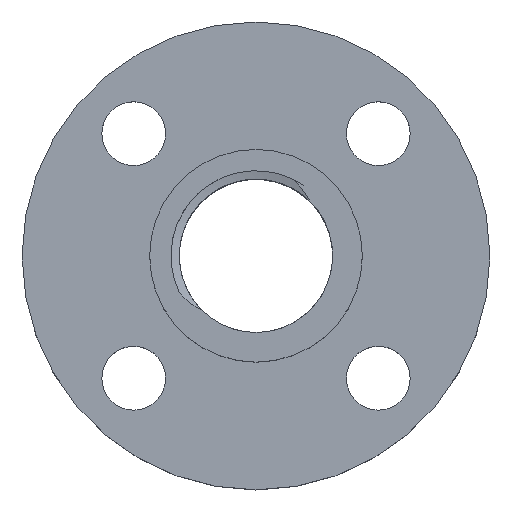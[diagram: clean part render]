
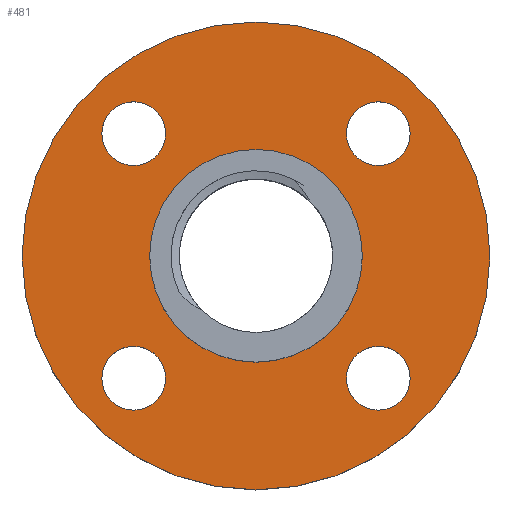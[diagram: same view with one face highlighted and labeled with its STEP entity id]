
A CAD part, top view. The second image highlights one B-rep face of the part: STEP entity #481.
In plain terms, the highlighted face is planar.
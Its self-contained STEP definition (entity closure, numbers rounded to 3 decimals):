
#23=FACE_BOUND('',#85,.T.);
#24=FACE_BOUND('',#86,.T.);
#25=FACE_BOUND('',#87,.T.);
#26=FACE_BOUND('',#88,.T.);
#27=FACE_BOUND('',#89,.T.);
#37=PLANE('',#532);
#55=FACE_OUTER_BOUND('',#84,.T.);
#84=EDGE_LOOP('',(#373));
#85=EDGE_LOOP('',(#374));
#86=EDGE_LOOP('',(#375));
#87=EDGE_LOOP('',(#376));
#88=EDGE_LOOP('',(#377));
#89=EDGE_LOOP('',(#378));
#112=CIRCLE('',#533,11.);
#113=CIRCLE('',#534,5.);
#114=CIRCLE('',#535,1.5);
#115=CIRCLE('',#536,1.5);
#116=CIRCLE('',#537,1.5);
#117=CIRCLE('',#538,1.5);
#225=VERTEX_POINT('',#1609);
#226=VERTEX_POINT('',#1611);
#227=VERTEX_POINT('',#1613);
#228=VERTEX_POINT('',#1615);
#229=VERTEX_POINT('',#1617);
#230=VERTEX_POINT('',#1619);
#287=EDGE_CURVE('',#225,#225,#112,.T.);
#288=EDGE_CURVE('',#226,#226,#113,.T.);
#289=EDGE_CURVE('',#227,#227,#114,.T.);
#290=EDGE_CURVE('',#228,#228,#115,.T.);
#291=EDGE_CURVE('',#229,#229,#116,.T.);
#292=EDGE_CURVE('',#230,#230,#117,.T.);
#373=ORIENTED_EDGE('',*,*,#287,.T.);
#374=ORIENTED_EDGE('',*,*,#288,.F.);
#375=ORIENTED_EDGE('',*,*,#289,.F.);
#376=ORIENTED_EDGE('',*,*,#290,.F.);
#377=ORIENTED_EDGE('',*,*,#291,.F.);
#378=ORIENTED_EDGE('',*,*,#292,.F.);
#481=ADVANCED_FACE('',(#55,#23,#24,#25,#26,#27),#37,.T.);
#532=AXIS2_PLACEMENT_3D('',#1608,#620,#621);
#533=AXIS2_PLACEMENT_3D('',#1610,#622,#623);
#534=AXIS2_PLACEMENT_3D('',#1612,#624,#625);
#535=AXIS2_PLACEMENT_3D('',#1614,#626,#627);
#536=AXIS2_PLACEMENT_3D('',#1616,#628,#629);
#537=AXIS2_PLACEMENT_3D('',#1618,#630,#631);
#538=AXIS2_PLACEMENT_3D('',#1620,#632,#633);
#620=DIRECTION('center_axis',(0.,1.,0.));
#621=DIRECTION('ref_axis',(0.,0.,1.));
#622=DIRECTION('center_axis',(0.,1.,0.));
#623=DIRECTION('ref_axis',(0.,0.,1.));
#624=DIRECTION('center_axis',(0.,1.,0.));
#625=DIRECTION('ref_axis',(0.,0.,1.));
#626=DIRECTION('center_axis',(0.,1.,0.));
#627=DIRECTION('ref_axis',(-1.,0.,0.));
#628=DIRECTION('center_axis',(0.,1.,0.));
#629=DIRECTION('ref_axis',(0.,0.,-1.));
#630=DIRECTION('center_axis',(0.,1.,0.));
#631=DIRECTION('ref_axis',(1.,0.,0.));
#632=DIRECTION('center_axis',(0.,1.,0.));
#633=DIRECTION('ref_axis',(0.,0.,1.));
#1608=CARTESIAN_POINT('Origin',(0.,2.,0.));
#1609=CARTESIAN_POINT('',(0.,2.,11.));
#1610=CARTESIAN_POINT('Origin',(0.,2.,0.));
#1611=CARTESIAN_POINT('',(0.,2.,5.));
#1612=CARTESIAN_POINT('Origin',(0.,2.,0.));
#1613=CARTESIAN_POINT('',(-5.75,2.,-7.25));
#1614=CARTESIAN_POINT('Origin',(-5.75,2.,-5.75));
#1615=CARTESIAN_POINT('',(5.75,2.,-7.25));
#1616=CARTESIAN_POINT('Origin',(5.75,2.,-5.75));
#1617=CARTESIAN_POINT('',(5.75,2.,4.25));
#1618=CARTESIAN_POINT('Origin',(5.75,2.,5.75));
#1619=CARTESIAN_POINT('',(-5.75,2.,4.25));
#1620=CARTESIAN_POINT('Origin',(-5.75,2.,5.75));
